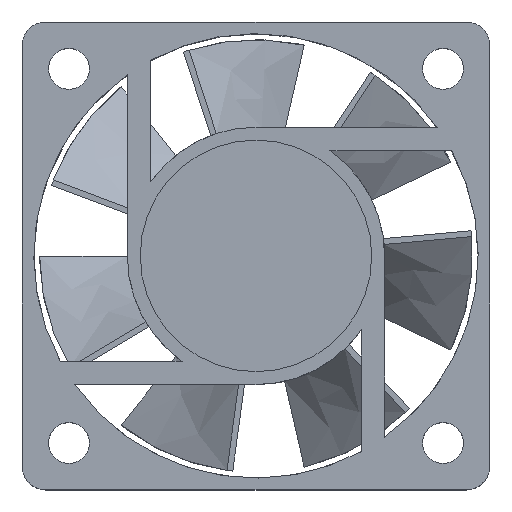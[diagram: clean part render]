
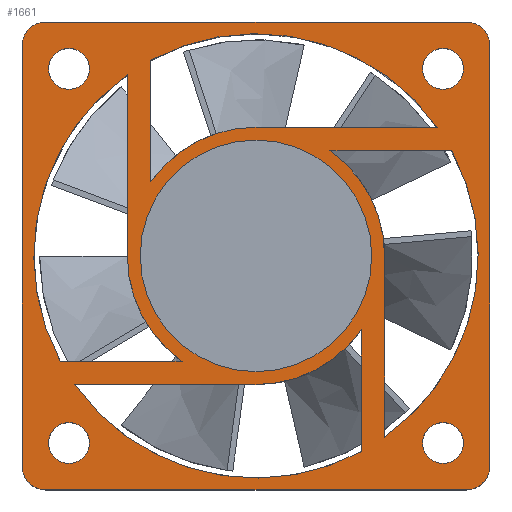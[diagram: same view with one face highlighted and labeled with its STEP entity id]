
A CAD part, top view. The second image highlights one B-rep face of the part: STEP entity #1661.
In plain terms, the highlighted planar face has unit normal (0, 0, 1).
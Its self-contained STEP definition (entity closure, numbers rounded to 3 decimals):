
#50=FACE_BOUND('',#405,.T.);
#51=FACE_BOUND('',#406,.T.);
#52=FACE_BOUND('',#407,.T.);
#53=FACE_BOUND('',#408,.T.);
#54=FACE_BOUND('',#409,.T.);
#55=FACE_BOUND('',#410,.T.);
#56=FACE_BOUND('',#411,.T.);
#57=FACE_BOUND('',#412,.T.);
#58=FACE_BOUND('',#413,.T.);
#60=CIRCLE('',#1680,9.9);
#85=CIRCLE('',#1744,11.);
#86=CIRCLE('',#1745,11.);
#87=CIRCLE('',#1746,11.);
#88=CIRCLE('',#1747,11.);
#91=CIRCLE('',#1752,19.);
#92=CIRCLE('',#1753,19.);
#93=CIRCLE('',#1754,19.);
#94=CIRCLE('',#1755,19.);
#95=CIRCLE('',#1757,1.75);
#96=CIRCLE('',#1759,1.75);
#97=CIRCLE('',#1761,1.75);
#98=CIRCLE('',#1763,1.75);
#100=CIRCLE('',#1766,2.);
#102=CIRCLE('',#1770,2.);
#104=CIRCLE('',#1774,2.);
#106=CIRCLE('',#1778,2.);
#176=PLANE('',#1781);
#274=FACE_OUTER_BOUND('',#404,.T.);
#404=EDGE_LOOP('',(#1507,#1508,#1509,#1510,#1511,#1512,#1513,#1514));
#405=EDGE_LOOP('',(#1515));
#406=EDGE_LOOP('',(#1516,#1517,#1518,#1519));
#407=EDGE_LOOP('',(#1520,#1521,#1522,#1523));
#408=EDGE_LOOP('',(#1524,#1525,#1526,#1527));
#409=EDGE_LOOP('',(#1528,#1529,#1530,#1531));
#410=EDGE_LOOP('',(#1532));
#411=EDGE_LOOP('',(#1533));
#412=EDGE_LOOP('',(#1534));
#413=EDGE_LOOP('',(#1535));
#537=LINE('',#2978,#677);
#539=LINE('',#2984,#679);
#545=LINE('',#2999,#685);
#547=LINE('',#3005,#687);
#553=LINE('',#3020,#693);
#555=LINE('',#3026,#695);
#561=LINE('',#3041,#701);
#563=LINE('',#3047,#703);
#569=LINE('',#3094,#709);
#573=LINE('',#3106,#713);
#577=LINE('',#3118,#717);
#581=LINE('',#3128,#721);
#677=VECTOR('',#1999,15.492);
#679=VECTOR('',#2003,10.409);
#685=VECTOR('',#2017,15.492);
#687=VECTOR('',#2021,10.409);
#693=VECTOR('',#2035,15.492);
#695=VECTOR('',#2039,10.409);
#701=VECTOR('',#2053,15.492);
#703=VECTOR('',#2057,10.409);
#709=VECTOR('',#2119,36.);
#713=VECTOR('',#2131,36.);
#717=VECTOR('',#2143,36.);
#721=VECTOR('',#2155,36.);
#779=VERTEX_POINT('',#2850);
#821=VERTEX_POINT('',#2972);
#823=VERTEX_POINT('',#2976);
#824=VERTEX_POINT('',#2980);
#826=VERTEX_POINT('',#2983);
#829=VERTEX_POINT('',#2993);
#831=VERTEX_POINT('',#2997);
#832=VERTEX_POINT('',#3001);
#834=VERTEX_POINT('',#3004);
#837=VERTEX_POINT('',#3014);
#839=VERTEX_POINT('',#3018);
#840=VERTEX_POINT('',#3022);
#842=VERTEX_POINT('',#3025);
#845=VERTEX_POINT('',#3035);
#847=VERTEX_POINT('',#3039);
#848=VERTEX_POINT('',#3043);
#850=VERTEX_POINT('',#3046);
#854=VERTEX_POINT('',#3070);
#855=VERTEX_POINT('',#3073);
#856=VERTEX_POINT('',#3076);
#857=VERTEX_POINT('',#3079);
#860=VERTEX_POINT('',#3085);
#861=VERTEX_POINT('',#3087);
#863=VERTEX_POINT('',#3093);
#865=VERTEX_POINT('',#3099);
#867=VERTEX_POINT('',#3105);
#869=VERTEX_POINT('',#3111);
#871=VERTEX_POINT('',#3117);
#873=VERTEX_POINT('',#3123);
#959=EDGE_CURVE('',#779,#779,#60,.T.);
#1015=EDGE_CURVE('',#821,#823,#537,.T.);
#1017=EDGE_CURVE('',#826,#824,#539,.T.);
#1025=EDGE_CURVE('',#829,#831,#545,.T.);
#1027=EDGE_CURVE('',#834,#832,#547,.T.);
#1035=EDGE_CURVE('',#837,#839,#553,.T.);
#1037=EDGE_CURVE('',#842,#840,#555,.T.);
#1045=EDGE_CURVE('',#845,#847,#561,.T.);
#1047=EDGE_CURVE('',#850,#848,#563,.T.);
#1052=EDGE_CURVE('',#831,#826,#85,.T.);
#1053=EDGE_CURVE('',#847,#834,#86,.T.);
#1054=EDGE_CURVE('',#839,#850,#87,.T.);
#1055=EDGE_CURVE('',#823,#842,#88,.T.);
#1058=EDGE_CURVE('',#840,#821,#91,.T.);
#1059=EDGE_CURVE('',#848,#837,#92,.T.);
#1060=EDGE_CURVE('',#832,#845,#93,.T.);
#1061=EDGE_CURVE('',#824,#829,#94,.T.);
#1062=EDGE_CURVE('',#854,#854,#95,.T.);
#1063=EDGE_CURVE('',#855,#855,#96,.T.);
#1064=EDGE_CURVE('',#856,#856,#97,.T.);
#1065=EDGE_CURVE('',#857,#857,#98,.T.);
#1068=EDGE_CURVE('',#861,#860,#100,.T.);
#1071=EDGE_CURVE('',#863,#861,#569,.T.);
#1074=EDGE_CURVE('',#865,#863,#102,.T.);
#1077=EDGE_CURVE('',#867,#865,#573,.T.);
#1080=EDGE_CURVE('',#869,#867,#104,.T.);
#1083=EDGE_CURVE('',#871,#869,#577,.T.);
#1086=EDGE_CURVE('',#873,#871,#106,.T.);
#1089=EDGE_CURVE('',#860,#873,#581,.T.);
#1507=ORIENTED_EDGE('',*,*,#1089,.T.);
#1508=ORIENTED_EDGE('',*,*,#1086,.T.);
#1509=ORIENTED_EDGE('',*,*,#1083,.T.);
#1510=ORIENTED_EDGE('',*,*,#1080,.T.);
#1511=ORIENTED_EDGE('',*,*,#1077,.T.);
#1512=ORIENTED_EDGE('',*,*,#1074,.T.);
#1513=ORIENTED_EDGE('',*,*,#1071,.T.);
#1514=ORIENTED_EDGE('',*,*,#1068,.T.);
#1515=ORIENTED_EDGE('',*,*,#959,.T.);
#1516=ORIENTED_EDGE('',*,*,#1061,.T.);
#1517=ORIENTED_EDGE('',*,*,#1025,.T.);
#1518=ORIENTED_EDGE('',*,*,#1052,.T.);
#1519=ORIENTED_EDGE('',*,*,#1017,.T.);
#1520=ORIENTED_EDGE('',*,*,#1060,.T.);
#1521=ORIENTED_EDGE('',*,*,#1045,.T.);
#1522=ORIENTED_EDGE('',*,*,#1053,.T.);
#1523=ORIENTED_EDGE('',*,*,#1027,.T.);
#1524=ORIENTED_EDGE('',*,*,#1015,.T.);
#1525=ORIENTED_EDGE('',*,*,#1055,.T.);
#1526=ORIENTED_EDGE('',*,*,#1037,.T.);
#1527=ORIENTED_EDGE('',*,*,#1058,.T.);
#1528=ORIENTED_EDGE('',*,*,#1035,.T.);
#1529=ORIENTED_EDGE('',*,*,#1054,.T.);
#1530=ORIENTED_EDGE('',*,*,#1047,.T.);
#1531=ORIENTED_EDGE('',*,*,#1059,.T.);
#1532=ORIENTED_EDGE('',*,*,#1062,.T.);
#1533=ORIENTED_EDGE('',*,*,#1063,.T.);
#1534=ORIENTED_EDGE('',*,*,#1064,.T.);
#1535=ORIENTED_EDGE('',*,*,#1065,.T.);
#1661=ADVANCED_FACE('',(#274,#50,#51,#52,#53,#54,#55,#56,#57,#58),#176,
 .T.);
#1680=AXIS2_PLACEMENT_3D('',#2851,#1872,#1873);
#1744=AXIS2_PLACEMENT_3D('',#3055,#2068,#2069);
#1745=AXIS2_PLACEMENT_3D('',#3056,#2070,#2071);
#1746=AXIS2_PLACEMENT_3D('',#3057,#2072,#2073);
#1747=AXIS2_PLACEMENT_3D('',#3058,#2074,#2075);
#1752=AXIS2_PLACEMENT_3D('',#3065,#2084,#2085);
#1753=AXIS2_PLACEMENT_3D('',#3066,#2086,#2087);
#1754=AXIS2_PLACEMENT_3D('',#3067,#2088,#2089);
#1755=AXIS2_PLACEMENT_3D('',#3068,#2090,#2091);
#1757=AXIS2_PLACEMENT_3D('',#3071,#2094,#2095);
#1759=AXIS2_PLACEMENT_3D('',#3074,#2098,#2099);
#1761=AXIS2_PLACEMENT_3D('',#3077,#2102,#2103);
#1763=AXIS2_PLACEMENT_3D('',#3080,#2106,#2107);
#1766=AXIS2_PLACEMENT_3D('',#3088,#2113,#2114);
#1770=AXIS2_PLACEMENT_3D('',#3100,#2125,#2126);
#1774=AXIS2_PLACEMENT_3D('',#3112,#2137,#2138);
#1778=AXIS2_PLACEMENT_3D('',#3124,#2149,#2150);
#1781=AXIS2_PLACEMENT_3D('',#3130,#2158,#2159);
#1872=DIRECTION('center_axis',(0.,0.,-1.));
#1873=DIRECTION('ref_axis',(-1.,0.,0.));
#1999=DIRECTION('',(0.,1.,0.));
#2003=DIRECTION('',(0.,-1.,0.));
#2017=DIRECTION('',(1.,0.,0.));
#2021=DIRECTION('',(-1.,0.,0.));
#2035=DIRECTION('',(-1.,0.,0.));
#2039=DIRECTION('',(1.,0.,0.));
#2053=DIRECTION('',(0.,-1.,0.));
#2057=DIRECTION('',(0.,1.,0.));
#2068=DIRECTION('center_axis',(0.,0.,1.));
#2069=DIRECTION('ref_axis',(-1.,0.,0.));
#2070=DIRECTION('center_axis',(0.,0.,1.));
#2071=DIRECTION('ref_axis',(-1.,0.,0.));
#2072=DIRECTION('center_axis',(0.,0.,1.));
#2073=DIRECTION('ref_axis',(-1.,0.,0.));
#2074=DIRECTION('center_axis',(0.,0.,1.));
#2075=DIRECTION('ref_axis',(-1.,0.,0.));
#2084=DIRECTION('center_axis',(0.,0.,-1.));
#2085=DIRECTION('ref_axis',(-1.,0.,0.));
#2086=DIRECTION('center_axis',(0.,0.,-1.));
#2087=DIRECTION('ref_axis',(-1.,0.,0.));
#2088=DIRECTION('center_axis',(0.,0.,-1.));
#2089=DIRECTION('ref_axis',(-1.,0.,0.));
#2090=DIRECTION('center_axis',(0.,0.,-1.));
#2091=DIRECTION('ref_axis',(-1.,0.,0.));
#2094=DIRECTION('center_axis',(0.,0.,-1.));
#2095=DIRECTION('ref_axis',(-1.,0.,0.));
#2098=DIRECTION('center_axis',(0.,0.,-1.));
#2099=DIRECTION('ref_axis',(-1.,0.,0.));
#2102=DIRECTION('center_axis',(0.,0.,-1.));
#2103=DIRECTION('ref_axis',(-1.,0.,0.));
#2106=DIRECTION('center_axis',(0.,0.,-1.));
#2107=DIRECTION('ref_axis',(-1.,0.,0.));
#2113=DIRECTION('center_axis',(0.,0.,1.));
#2114=DIRECTION('ref_axis',(-1.,0.,0.));
#2119=DIRECTION('',(0.,1.,0.));
#2125=DIRECTION('center_axis',(0.,0.,1.));
#2126=DIRECTION('ref_axis',(0.,1.,0.));
#2131=DIRECTION('',(1.,0.,0.));
#2137=DIRECTION('center_axis',(0.,0.,1.));
#2138=DIRECTION('ref_axis',(1.,0.,0.));
#2143=DIRECTION('',(0.,-1.,0.));
#2149=DIRECTION('center_axis',(0.,0.,1.));
#2150=DIRECTION('ref_axis',(0.,-1.,0.));
#2155=DIRECTION('',(-1.,0.,0.));
#2158=DIRECTION('center_axis',(0.,0.,1.));
#2159=DIRECTION('ref_axis',(1.,0.,0.));
#2850=CARTESIAN_POINT('',(9.9,0.,11.));
#2851=CARTESIAN_POINT('Origin',(0.,0.,11.));
#2972=CARTESIAN_POINT('',(11.,-15.492,11.));
#2976=CARTESIAN_POINT('',(11.,0.,11.));
#2978=CARTESIAN_POINT('',(11.,-18.,11.));
#2980=CARTESIAN_POINT('',(9.,-16.733,11.));
#2983=CARTESIAN_POINT('',(9.,-6.325,11.));
#2984=CARTESIAN_POINT('',(9.,0.,11.));
#2993=CARTESIAN_POINT('',(-15.492,-11.,11.));
#2997=CARTESIAN_POINT('',(0.,-11.,11.));
#2999=CARTESIAN_POINT('',(-18.,-11.,11.));
#3001=CARTESIAN_POINT('',(-16.733,-9.,11.));
#3004=CARTESIAN_POINT('',(-6.325,-9.,11.));
#3005=CARTESIAN_POINT('',(0.,-9.,11.));
#3014=CARTESIAN_POINT('',(15.492,11.,11.));
#3018=CARTESIAN_POINT('',(0.,11.,11.));
#3020=CARTESIAN_POINT('',(18.,11.,11.));
#3022=CARTESIAN_POINT('',(16.733,9.,11.));
#3025=CARTESIAN_POINT('',(6.325,9.,11.));
#3026=CARTESIAN_POINT('',(0.,9.,11.));
#3035=CARTESIAN_POINT('',(-11.,15.492,11.));
#3039=CARTESIAN_POINT('',(-11.,0.,11.));
#3041=CARTESIAN_POINT('',(-11.,18.,11.));
#3043=CARTESIAN_POINT('',(-9.,16.733,11.));
#3046=CARTESIAN_POINT('',(-9.,6.325,11.));
#3047=CARTESIAN_POINT('',(-9.,0.,11.));
#3055=CARTESIAN_POINT('Origin',(0.,0.,11.));
#3056=CARTESIAN_POINT('Origin',(0.,0.,11.));
#3057=CARTESIAN_POINT('Origin',(0.,0.,11.));
#3058=CARTESIAN_POINT('Origin',(0.,0.,11.));
#3065=CARTESIAN_POINT('Origin',(0.,0.,11.));
#3066=CARTESIAN_POINT('Origin',(0.,0.,11.));
#3067=CARTESIAN_POINT('Origin',(0.,0.,11.));
#3068=CARTESIAN_POINT('Origin',(0.,0.,11.));
#3070=CARTESIAN_POINT('',(17.75,-16.,11.));
#3071=CARTESIAN_POINT('Origin',(16.,-16.,11.));
#3073=CARTESIAN_POINT('',(-14.25,-16.,11.));
#3074=CARTESIAN_POINT('Origin',(-16.,-16.,11.));
#3076=CARTESIAN_POINT('',(17.75,16.,11.));
#3077=CARTESIAN_POINT('Origin',(16.,16.,11.));
#3079=CARTESIAN_POINT('',(-14.25,16.,11.));
#3080=CARTESIAN_POINT('Origin',(-16.,16.,11.));
#3085=CARTESIAN_POINT('',(18.,20.,11.));
#3087=CARTESIAN_POINT('',(20.,18.,11.));
#3088=CARTESIAN_POINT('Origin',(18.,18.,11.));
#3093=CARTESIAN_POINT('',(20.,-18.,11.));
#3094=CARTESIAN_POINT('',(20.,18.,11.));
#3099=CARTESIAN_POINT('',(18.,-20.,11.));
#3100=CARTESIAN_POINT('Origin',(18.,-18.,11.));
#3105=CARTESIAN_POINT('',(-18.,-20.,11.));
#3106=CARTESIAN_POINT('',(18.,-20.,11.));
#3111=CARTESIAN_POINT('',(-20.,-18.,11.));
#3112=CARTESIAN_POINT('Origin',(-18.,-18.,11.));
#3117=CARTESIAN_POINT('',(-20.,18.,11.));
#3118=CARTESIAN_POINT('',(-20.,-18.,11.));
#3123=CARTESIAN_POINT('',(-18.,20.,11.));
#3124=CARTESIAN_POINT('Origin',(-18.,18.,11.));
#3128=CARTESIAN_POINT('',(-18.,20.,11.));
#3130=CARTESIAN_POINT('Origin',(0.,0.,
11.));
